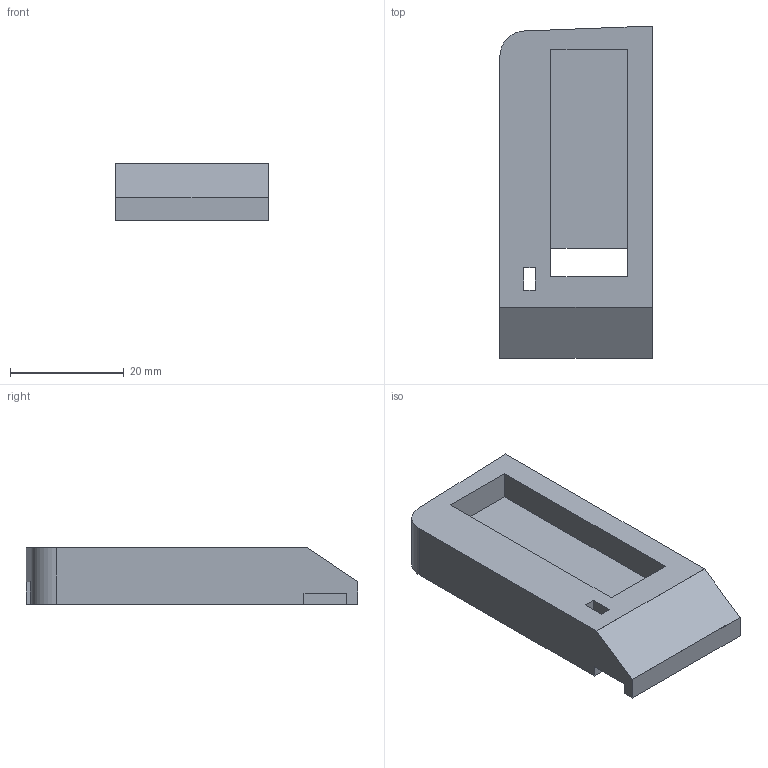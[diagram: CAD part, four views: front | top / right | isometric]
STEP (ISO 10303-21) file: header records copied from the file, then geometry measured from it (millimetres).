
FILE_DESCRIPTION(('FreeCAD Model'),'2;1');
FILE_NAME('Open CASCADE Shape Model','2023-12-20T09:57:08',(''),(''), 'Open CASCADE STEP processor 7.6','FreeCAD','Unknown');
FILE_SCHEMA(('AUTOMOTIVE_DESIGN { 1 0 10303 214 1 1 1 1 }'));
Length unit declared in the file: millimetre
Products named in the file (2): Arduino Cover; Body006
Assembly tree (1 placements, depth 2):
  Arduino Cover
    Body006
Bounding box: 26.82 x 58.44 x 10 mm (x, y, z)
Volume: 8302 mm3; surface area: 5574.7 mm2
Topology: 1 solids, 1 shells, 28 faces, 78 edges, 52 vertices
Faces by surface type: plane 27, cylinder 1
Entity records: 1946 total; most frequent: CARTESIAN_POINT 316, DIRECTION 296, LINE 230, VECTOR 230, ORIENTED_EDGE 156, PCURVE 156, DEFINITIONAL_REPRESENTATION 156, EDGE_CURVE 78
